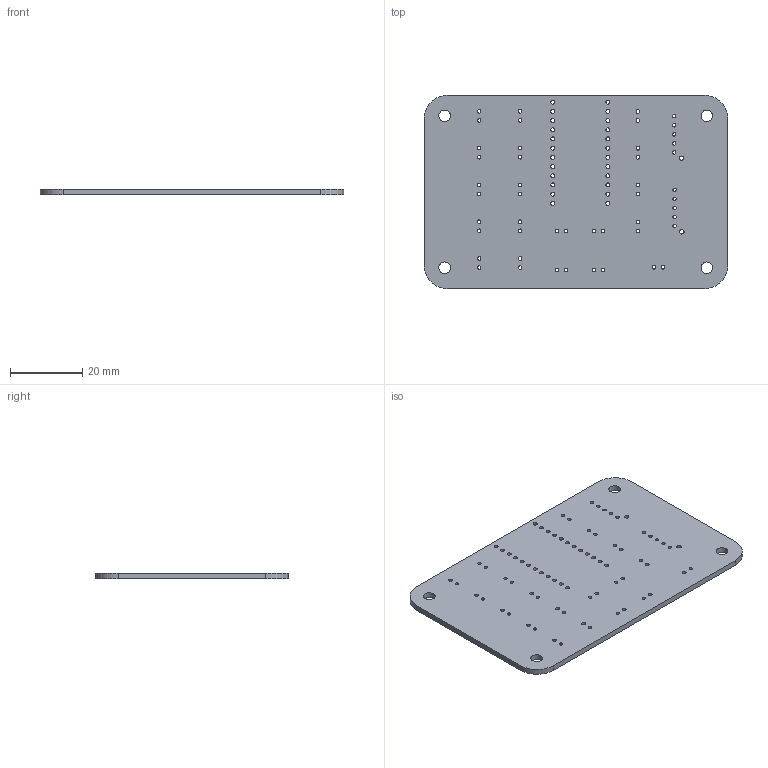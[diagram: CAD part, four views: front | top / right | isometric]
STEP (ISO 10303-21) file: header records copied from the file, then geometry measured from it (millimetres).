
FILE_DESCRIPTION(('KiCad electronic assembly'),'2;1');
FILE_NAME('Daemonbite-Arcade-Encoder.step','2022-03-05T20:53:08',( 'Pcbnew'),('Kicad'),'Open CASCADE STEP processor 7.6', 'KiCad to STEP converter','Unknown');
FILE_SCHEMA(('AUTOMOTIVE_DESIGN { 1 0 10303 214 1 1 1 1 }'));
Length unit declared in the file: millimetre
Products named in the file (2): Daemonbite-Arcade-Encoder 1; Daemonbite-Arcade-Encoder PCB
Assembly tree (1 placements, depth 2):
  Daemonbite-Arcade-Encoder 1
    Daemonbite-Arcade-Encoder PCB
Bounding box: 83.82 x 53.34 x 1.6 mm (x, y, z)
Volume: 6947.5 mm3; surface area: 9553.7 mm2
Topology: 1 solids, 1 shells, 88 faces, 258 edges, 172 vertices
Faces by surface type: cylinder 82, plane 6
Full cylindrical faces by diameter (mm): 0.95 x10, 1 x38, 1.1 x24, 1.2 x2, 3.2 x4
Entity records: 6739 total; most frequent: DIRECTION 1118, CARTESIAN_POINT 1036, ORIENTED_EDGE 516, PCURVE 516, DEFINITIONAL_REPRESENTATION 516, LINE 446, VECTOR 446, CIRCLE 328
